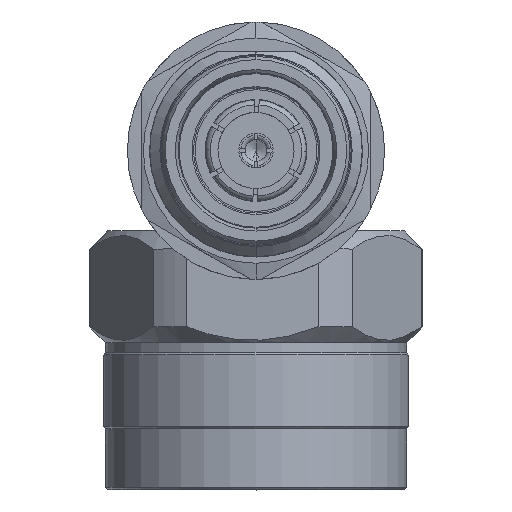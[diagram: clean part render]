
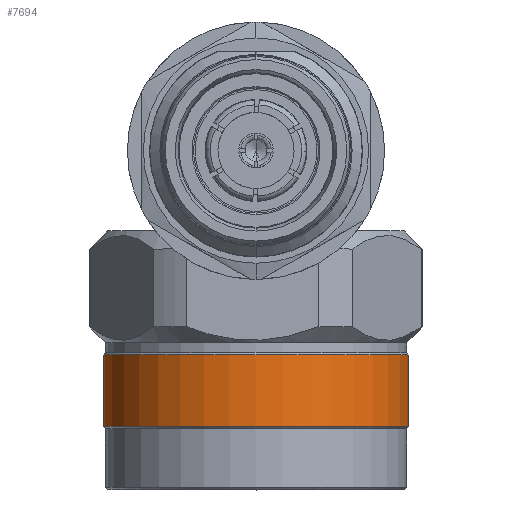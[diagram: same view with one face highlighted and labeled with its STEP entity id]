
A CAD part, top view. The second image highlights one B-rep face of the part: STEP entity #7694.
In plain terms, the highlighted cylindrical face has radius 10.05 mm (diameter 20.1 mm), a partial arc.
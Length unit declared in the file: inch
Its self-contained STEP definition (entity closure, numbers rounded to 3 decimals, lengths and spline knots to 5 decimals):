
#335 = CARTESIAN_POINT ( 'NONE',  ( 0., -0.16339, 0. ) ) ;
#396 = CARTESIAN_POINT ( 'NONE',  ( 0., -0.34843, -0.39567 ) ) ;
#712 = CARTESIAN_POINT ( 'NONE',  ( 0., -0.16339, 0.39567 ) ) ;
#924 = AXIS2_PLACEMENT_3D ( 'NONE', #335, #8515, #7314 ) ;
#2211 = VECTOR ( 'NONE', #8138, 39.37008 ) ;
#2507 = ORIENTED_EDGE ( 'NONE', *, *, #3355, .F. ) ;
#2841 = EDGE_CURVE ( 'NONE', #5242, #8805, #4753, .T. ) ;
#3355 = EDGE_CURVE ( 'NONE', #8805, #3926, #6758, .T. ) ;
#3695 = ORIENTED_EDGE ( 'NONE', *, *, #2841, .F. ) ;
#3786 = ORIENTED_EDGE ( 'NONE', *, *, #11518, .T. ) ;
#3829 = CARTESIAN_POINT ( 'NONE',  ( 0., -1.42023, -0.39567 ) ) ;
#3926 = VERTEX_POINT ( 'NONE', #9916 ) ;
#4604 = ORIENTED_EDGE ( 'NONE', *, *, #4845, .T. ) ;
#4753 = CIRCLE ( 'NONE', #924, 0.39567 ) ;
#4845 = EDGE_CURVE ( 'NONE', #5242, #6336, #5031, .T. ) ;
#5031 = LINE ( 'NONE', #3829, #2211 ) ;
#5242 = VERTEX_POINT ( 'NONE', #10996 ) ;
#5463 = AXIS2_PLACEMENT_3D ( 'NONE', #11871, #10633, #5849 ) ;
#5849 = DIRECTION ( 'NONE',  ( 0., 0., -1. ) ) ;
#6270 = VECTOR ( 'NONE', #9798, 39.37008 ) ;
#6324 = CYLINDRICAL_SURFACE ( 'NONE', #5463, 0.39567 ) ;
#6336 = VERTEX_POINT ( 'NONE', #396 ) ;
#6758 = LINE ( 'NONE', #9676, #6270 ) ;
#7314 = DIRECTION ( 'NONE',  ( 0., 0., -1. ) ) ;
#7694 = ADVANCED_FACE ( 'NONE', ( #12327 ), #6324, .T. ) ;
#8138 = DIRECTION ( 'NONE',  ( 0., -1., 0. ) ) ;
#8515 = DIRECTION ( 'NONE',  ( 0., 1., 0. ) ) ;
#8805 = VERTEX_POINT ( 'NONE', #712 ) ;
#9508 = CIRCLE ( 'NONE', #9715, 0.39567 ) ;
#9600 = DIRECTION ( 'NONE',  ( 0., 1., 0. ) ) ;
#9630 = EDGE_LOOP ( 'NONE', ( #2507, #3695, #4604, #3786 ) ) ;
#9676 = CARTESIAN_POINT ( 'NONE',  ( 0., -1.42023, 0.39567 ) ) ;
#9715 = AXIS2_PLACEMENT_3D ( 'NONE', #12639, #9600, #10535 ) ;
#9798 = DIRECTION ( 'NONE',  ( 0., -1., 0. ) ) ;
#9916 = CARTESIAN_POINT ( 'NONE',  ( 0., -0.34843, 0.39567 ) ) ;
#10535 = DIRECTION ( 'NONE',  ( 0., 0., -1. ) ) ;
#10633 = DIRECTION ( 'NONE',  ( 0., -1., 0. ) ) ;
#10996 = CARTESIAN_POINT ( 'NONE',  ( 0., -0.16339, -0.39567 ) ) ;
#11518 = EDGE_CURVE ( 'NONE', #6336, #3926, #9508, .T. ) ;
#11871 = CARTESIAN_POINT ( 'NONE',  ( 0., -1.42023, 0. ) ) ;
#12327 = FACE_OUTER_BOUND ( 'NONE', #9630, .T. ) ;
#12639 = CARTESIAN_POINT ( 'NONE',  ( 0., -0.34843, 0. ) ) ;
